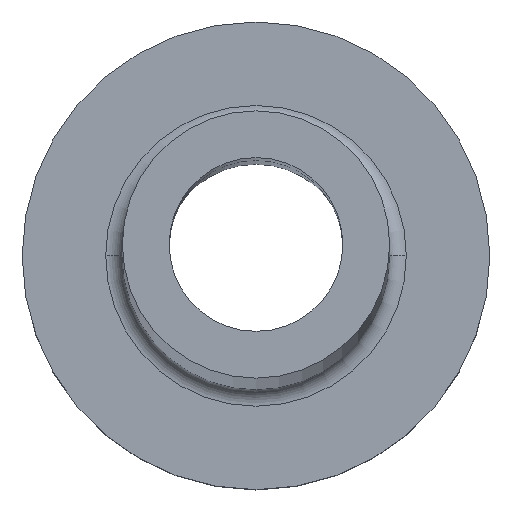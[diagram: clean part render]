
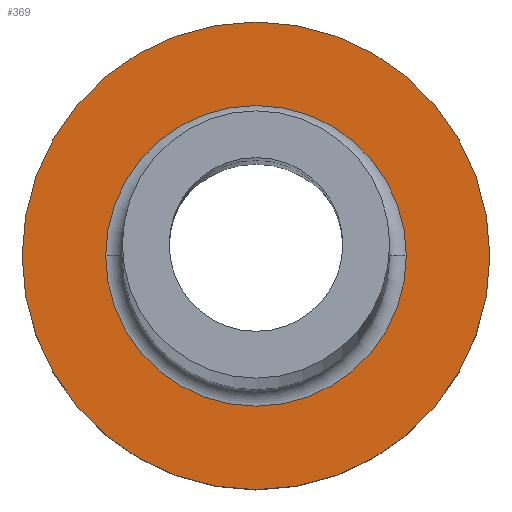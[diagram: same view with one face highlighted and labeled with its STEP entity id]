
A CAD part, top view. The second image highlights one B-rep face of the part: STEP entity #369.
In plain terms, the highlighted planar face has unit normal (0, 0, 1).
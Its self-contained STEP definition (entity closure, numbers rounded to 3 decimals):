
#4 = CARTESIAN_POINT ( 'NONE',  ( -4.5, 0., 5. ) ) ;
#18 = CIRCLE ( 'NONE', #214, 4.5 ) ;
#34 = AXIS2_PLACEMENT_3D ( 'NONE', #390, #278, #166 ) ;
#36 = CARTESIAN_POINT ( 'NONE',  ( 7., 0., 5. ) ) ;
#39 = DIRECTION ( 'NONE',  ( 0., 0., -1. ) ) ;
#42 = CARTESIAN_POINT ( 'NONE',  ( 0., 0., 5. ) ) ;
#53 = ORIENTED_EDGE ( 'NONE', *, *, #178, .T. ) ;
#56 = DIRECTION ( 'NONE',  ( 0., 0., 1. ) ) ;
#61 = ORIENTED_EDGE ( 'NONE', *, *, #382, .T. ) ;
#80 = ORIENTED_EDGE ( 'NONE', *, *, #358, .T. ) ;
#82 = VERTEX_POINT ( 'NONE', #36 ) ;
#88 = DIRECTION ( 'NONE',  ( 1., 0., 0. ) ) ;
#111 = AXIS2_PLACEMENT_3D ( 'NONE', #266, #419, #422 ) ;
#114 = VERTEX_POINT ( 'NONE', #292 ) ;
#127 = PLANE ( 'NONE',  #111 ) ;
#128 = VERTEX_POINT ( 'NONE', #4 ) ;
#160 = FACE_OUTER_BOUND ( 'NONE', #227, .T. ) ;
#166 = DIRECTION ( 'NONE',  ( 1., 0., 0. ) ) ;
#178 = EDGE_CURVE ( 'NONE', #128, #412, #18, .T. ) ;
#180 = DIRECTION ( 'NONE',  ( 1., 0., 0. ) ) ;
#194 = CARTESIAN_POINT ( 'NONE',  ( 0., 0., 5. ) ) ;
#214 = AXIS2_PLACEMENT_3D ( 'NONE', #42, #39, #180 ) ;
#227 = EDGE_LOOP ( 'NONE', ( #80, #307 ) ) ;
#230 = CIRCLE ( 'NONE', #34, 4.5 ) ;
#239 = CIRCLE ( 'NONE', #302, 7. ) ;
#266 = CARTESIAN_POINT ( 'NONE',  ( 0., 0., 5. ) ) ;
#277 = EDGE_CURVE ( 'NONE', #82, #114, #392, .T. ) ;
#278 = DIRECTION ( 'NONE',  ( 0., 0., -1. ) ) ;
#292 = CARTESIAN_POINT ( 'NONE',  ( -7., 0., 5. ) ) ;
#302 = AXIS2_PLACEMENT_3D ( 'NONE', #455, #56, #88 ) ;
#307 = ORIENTED_EDGE ( 'NONE', *, *, #277, .T. ) ;
#347 = FACE_BOUND ( 'NONE', #459, .T. ) ;
#354 = DIRECTION ( 'NONE',  ( 1., 0., 0. ) ) ;
#358 = EDGE_CURVE ( 'NONE', #114, #82, #239, .T. ) ;
#369 = ADVANCED_FACE ( 'NONE', ( #347, #160 ), #127, .T. ) ;
#382 = EDGE_CURVE ( 'NONE', #412, #128, #230, .T. ) ;
#390 = CARTESIAN_POINT ( 'NONE',  ( 0., 0., 5. ) ) ;
#392 = CIRCLE ( 'NONE', #429, 7. ) ;
#412 = VERTEX_POINT ( 'NONE', #425 ) ;
#419 = DIRECTION ( 'NONE',  ( 0., 0., 1. ) ) ;
#422 = DIRECTION ( 'NONE',  ( 1., 0., 0. ) ) ;
#425 = CARTESIAN_POINT ( 'NONE',  ( 4.5, 0., 5. ) ) ;
#429 = AXIS2_PLACEMENT_3D ( 'NONE', #194, #458, #354 ) ;
#455 = CARTESIAN_POINT ( 'NONE',  ( 0., 0., 5. ) ) ;
#458 = DIRECTION ( 'NONE',  ( 0., 0., 1. ) ) ;
#459 = EDGE_LOOP ( 'NONE', ( #61, #53 ) ) ;
